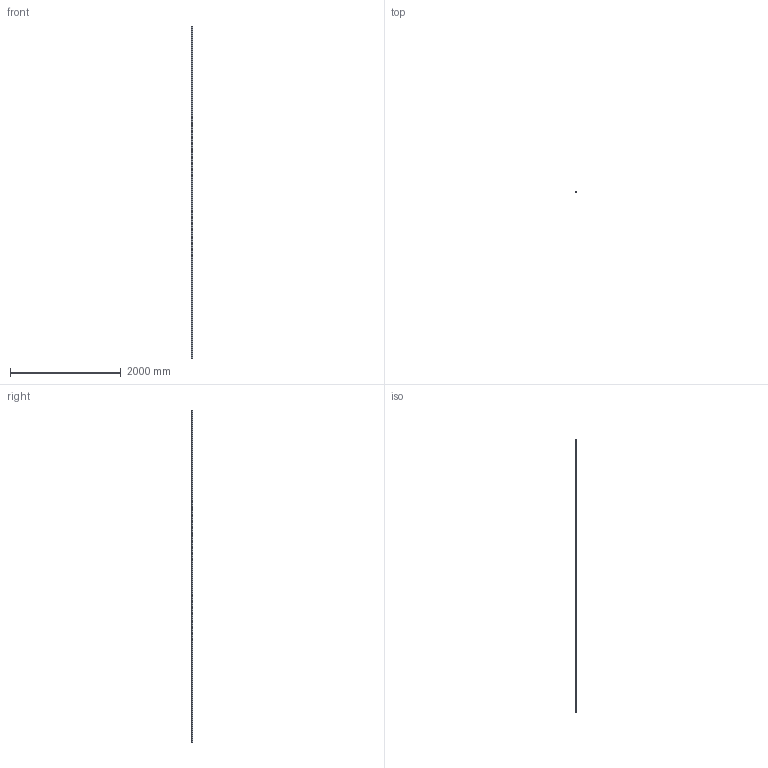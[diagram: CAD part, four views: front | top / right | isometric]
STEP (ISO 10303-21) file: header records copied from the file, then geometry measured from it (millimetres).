
FILE_DESCRIPTION (( 'STEP AP203' ), '1' );
FILE_NAME ('60361-GU-6M.step', '2022-07-20T14:21:52', ( '' ), ( '' ), 'SwSTEP 2.0', 'SolidWorks 2018', '' );
FILE_SCHEMA (( 'CONFIG_CONTROL_DESIGN' ));
Length unit declared in the file: millimetre
Products named in the file (1): 60361-GU-6M
Bounding box: 31.97 x 25.5 x 6000 mm (x, y, z)
Volume: 1185969.7 mm3; surface area: 1280617.2 mm2
Topology: 1 solids, 1 shells, 370 faces, 1023 edges, 682 vertices
Faces by surface type: plane 210, bspline 134, cylinder 26
Entity records: 18320 total; most frequent: CARTESIAN_POINT 9658, ORIENTED_EDGE 2046, DIRECTION 1281, EDGE_CURVE 1023, VECTOR 703, LINE 703, VERTEX_POINT 682, EDGE_LOOP 397
